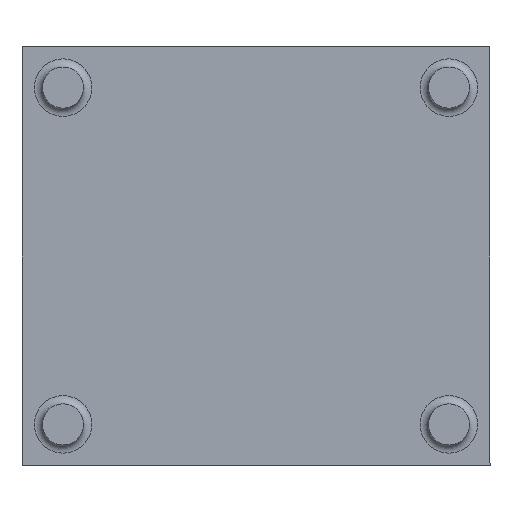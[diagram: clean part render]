
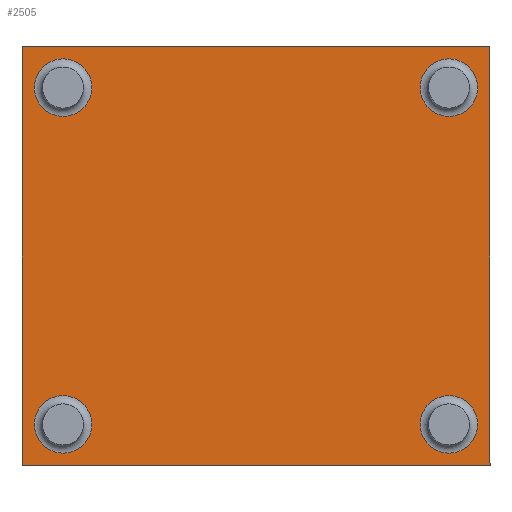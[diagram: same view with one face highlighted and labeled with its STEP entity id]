
A CAD part, front view. The second image highlights one B-rep face of the part: STEP entity #2505.
In plain terms, the highlighted planar face has unit normal (0, -1, 0).
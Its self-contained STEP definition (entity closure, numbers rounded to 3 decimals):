
#533=FACE_BOUND('',#1047,.T.);
#534=FACE_BOUND('',#1048,.T.);
#535=FACE_BOUND('',#1049,.T.);
#536=FACE_BOUND('',#1050,.T.);
#567=LINE('',#3808,#715);
#568=LINE('',#3810,#716);
#569=LINE('',#3812,#717);
#570=LINE('',#3813,#718);
#715=VECTOR('',#2992,10.);
#716=VECTOR('',#2993,10.);
#717=VECTOR('',#2994,10.);
#718=VECTOR('',#2995,10.);
#863=PLANE('',#2644);
#932=FACE_OUTER_BOUND('',#1046,.T.);
#1046=EDGE_LOOP('',(#1900,#1901,#1902,#1903));
#1047=EDGE_LOOP('',(#1904,#1905));
#1048=EDGE_LOOP('',(#1906,#1907));
#1049=EDGE_LOOP('',(#1908,#1909));
#1050=EDGE_LOOP('',(#1910,#1911));
#1195=CIRCLE('',#2641,7.);
#1196=CIRCLE('',#2642,7.);
#1198=CIRCLE('',#2645,7.);
#1199=CIRCLE('',#2646,7.);
#1200=CIRCLE('',#2647,7.);
#1201=CIRCLE('',#2648,7.);
#1202=CIRCLE('',#2649,7.);
#1203=CIRCLE('',#2650,7.);
#1398=VERTEX_POINT('',#3799);
#1399=VERTEX_POINT('',#3801);
#1400=VERTEX_POINT('',#3806);
#1401=VERTEX_POINT('',#3807);
#1402=VERTEX_POINT('',#3809);
#1403=VERTEX_POINT('',#3811);
#1404=VERTEX_POINT('',#3814);
#1405=VERTEX_POINT('',#3815);
#1406=VERTEX_POINT('',#3818);
#1407=VERTEX_POINT('',#3819);
#1408=VERTEX_POINT('',#3822);
#1409=VERTEX_POINT('',#3823);
#1601=EDGE_CURVE('',#1398,#1399,#1195,.T.);
#1602=EDGE_CURVE('',#1399,#1398,#1196,.T.);
#1604=EDGE_CURVE('',#1400,#1401,#567,.T.);
#1605=EDGE_CURVE('',#1402,#1400,#568,.T.);
#1606=EDGE_CURVE('',#1403,#1402,#569,.T.);
#1607=EDGE_CURVE('',#1401,#1403,#570,.T.);
#1608=EDGE_CURVE('',#1404,#1405,#1198,.T.);
#1609=EDGE_CURVE('',#1405,#1404,#1199,.T.);
#1610=EDGE_CURVE('',#1406,#1407,#1200,.T.);
#1611=EDGE_CURVE('',#1407,#1406,#1201,.T.);
#1612=EDGE_CURVE('',#1408,#1409,#1202,.T.);
#1613=EDGE_CURVE('',#1409,#1408,#1203,.T.);
#1900=ORIENTED_EDGE('',*,*,#1604,.F.);
#1901=ORIENTED_EDGE('',*,*,#1605,.F.);
#1902=ORIENTED_EDGE('',*,*,#1606,.F.);
#1903=ORIENTED_EDGE('',*,*,#1607,.F.);
#1904=ORIENTED_EDGE('',*,*,#1608,.F.);
#1905=ORIENTED_EDGE('',*,*,#1609,.F.);
#1906=ORIENTED_EDGE('',*,*,#1610,.F.);
#1907=ORIENTED_EDGE('',*,*,#1611,.F.);
#1908=ORIENTED_EDGE('',*,*,#1612,.F.);
#1909=ORIENTED_EDGE('',*,*,#1613,.F.);
#1910=ORIENTED_EDGE('',*,*,#1602,.F.);
#1911=ORIENTED_EDGE('',*,*,#1601,.F.);
#2505=ADVANCED_FACE('',(#932,#533,#534,#535,#536),#863,.T.);
#2641=AXIS2_PLACEMENT_3D('',#3802,#2984,#2985);
#2642=AXIS2_PLACEMENT_3D('',#3803,#2986,#2987);
#2644=AXIS2_PLACEMENT_3D('',#3805,#2990,#2991);
#2645=AXIS2_PLACEMENT_3D('',#3816,#2996,#2997);
#2646=AXIS2_PLACEMENT_3D('',#3817,#2998,#2999);
#2647=AXIS2_PLACEMENT_3D('',#3820,#3000,#3001);
#2648=AXIS2_PLACEMENT_3D('',#3821,#3002,#3003);
#2649=AXIS2_PLACEMENT_3D('',#3824,#3004,#3005);
#2650=AXIS2_PLACEMENT_3D('',#3825,#3006,#3007);
#2984=DIRECTION('center_axis',(0.,-1.,0.));
#2985=DIRECTION('ref_axis',(-1.,0.,0.));
#2986=DIRECTION('center_axis',(0.,-1.,0.));
#2987=DIRECTION('ref_axis',(-1.,0.,0.));
#2990=DIRECTION('center_axis',(0.,-1.,0.));
#2991=DIRECTION('ref_axis',(1.,0.,0.));
#2992=DIRECTION('',(0.,0.,-1.));
#2993=DIRECTION('',(1.,0.,0.));
#2994=DIRECTION('',(0.,0.,1.));
#2995=DIRECTION('',(-1.,0.,0.));
#2996=DIRECTION('center_axis',(0.,-1.,0.));
#2997=DIRECTION('ref_axis',(-1.,0.,0.));
#2998=DIRECTION('center_axis',(0.,-1.,0.));
#2999=DIRECTION('ref_axis',(-1.,0.,0.));
#3000=DIRECTION('center_axis',(0.,-1.,0.));
#3001=DIRECTION('ref_axis',(-1.,0.,0.));
#3002=DIRECTION('center_axis',(0.,-1.,0.));
#3003=DIRECTION('ref_axis',(-1.,0.,0.));
#3004=DIRECTION('center_axis',(0.,-1.,0.));
#3005=DIRECTION('ref_axis',(-1.,0.,0.));
#3006=DIRECTION('center_axis',(0.,-1.,0.));
#3007=DIRECTION('ref_axis',(-1.,0.,0.));
#3799=CARTESIAN_POINT('',(97.,-6.994,-82.9));
#3801=CARTESIAN_POINT('',(104.,-6.994,-75.9));
#3802=CARTESIAN_POINT('Origin',(97.,-6.994,-75.9));
#3803=CARTESIAN_POINT('Origin',(97.,-6.994,-75.9));
#3805=CARTESIAN_POINT('Origin',(-6.936,-6.994,14.1));
#3806=CARTESIAN_POINT('',(107.,-6.994,16.1));
#3807=CARTESIAN_POINT('',(107.,-6.994,-85.9));
#3808=CARTESIAN_POINT('',(107.,-6.994,14.1));
#3809=CARTESIAN_POINT('',(-6.936,-6.994,16.1));
#3810=CARTESIAN_POINT('',(107.,-6.994,16.1));
#3811=CARTESIAN_POINT('',(-6.936,-6.994,-85.9));
#3812=CARTESIAN_POINT('',(-6.936,-6.994,14.1));
#3813=CARTESIAN_POINT('',(107.,-6.994,-85.9));
#3814=CARTESIAN_POINT('',(10.064,-6.994,-75.9));
#3815=CARTESIAN_POINT('',(3.064,-6.994,-82.9));
#3816=CARTESIAN_POINT('Origin',(3.064,-6.994,-75.9));
#3817=CARTESIAN_POINT('Origin',(3.064,-6.994,-75.9));
#3818=CARTESIAN_POINT('',(10.064,-6.994,6.1));
#3819=CARTESIAN_POINT('',(3.064,-6.994,-0.9));
#3820=CARTESIAN_POINT('Origin',(3.064,-6.994,6.1));
#3821=CARTESIAN_POINT('Origin',(3.064,-6.994,6.1));
#3822=CARTESIAN_POINT('',(104.,-6.994,6.1));
#3823=CARTESIAN_POINT('',(97.,-6.994,-0.9));
#3824=CARTESIAN_POINT('Origin',(97.,-6.994,6.1));
#3825=CARTESIAN_POINT('Origin',(97.,-6.994,6.1));
